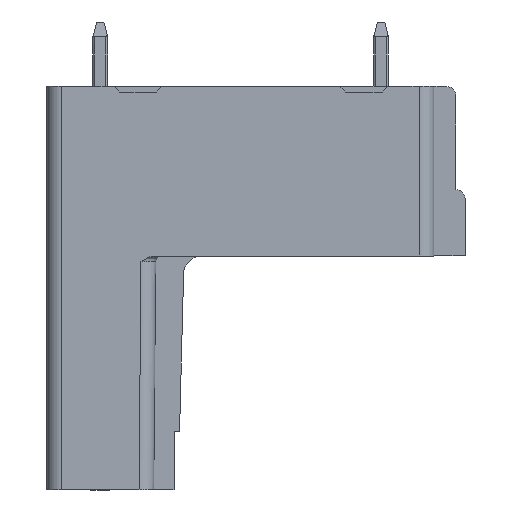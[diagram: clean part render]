
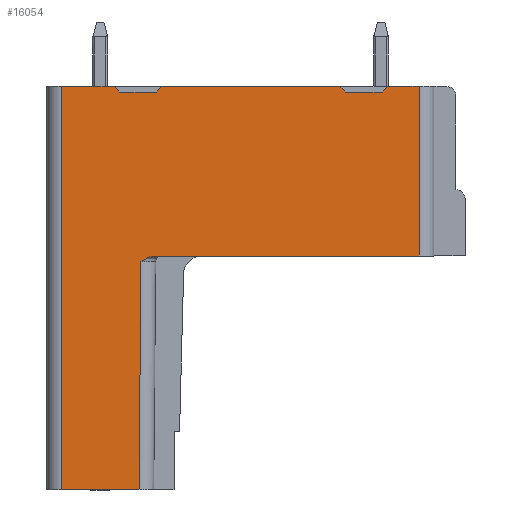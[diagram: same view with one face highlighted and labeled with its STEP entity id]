
A CAD part, left-side view. The second image highlights one B-rep face of the part: STEP entity #16054.
In plain terms, the highlighted planar face has unit normal (-1, 0, 0).
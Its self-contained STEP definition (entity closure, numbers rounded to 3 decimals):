
#223=CARTESIAN_POINT('',(-19.9,5.537,
0.));
#843=DIRECTION('',(0.,1.,0.));
#844=VECTOR('',#843,2.85);
#845=CARTESIAN_POINT('',(-19.9,7.75,9.2));
#846=LINE('',#845,#844);
#2580=DIRECTION('',(0.,1.,0.));
#2581=VECTOR('',#2580,14.337);
#2582=CARTESIAN_POINT('',(-19.9,-8.8,
0.));
#2583=LINE('',#2582,#2581);
#2584=CARTESIAN_POINT('',(-19.9,5.537,
0.));
#2585=CARTESIAN_POINT('',(-19.9,5.563,
0.));
#2586=CARTESIAN_POINT('',(-19.9,5.618,
-0.002));
#2587=CARTESIAN_POINT('',(-19.9,5.71,
-0.018));
#2588=CARTESIAN_POINT('',(-19.9,5.81,
-0.046));
#2589=CARTESIAN_POINT('',(-19.9,5.918,
-0.089));
#2590=CARTESIAN_POINT('',(-19.9,6.033,
-0.146));
#2591=CARTESIAN_POINT('',(-19.9,6.157,
-0.216));
#2592=CARTESIAN_POINT('',(-19.9,6.245,
-0.271));
#2593=CARTESIAN_POINT('',(-19.9,6.292,
-0.3));
#2595=DIRECTION('',(0.,0.009,-1.));
#2596=VECTOR('',#2595,12.4);
#2597=CARTESIAN_POINT('',(-19.9,6.292,
-0.3));
#2598=LINE('',#2597,#2596);
#2599=DIRECTION('',(0.,1.,0.));
#2600=VECTOR('',#2599,4.2);
#2601=CARTESIAN_POINT('',(-19.9,6.4,-12.7));
#2602=LINE('',#2601,#2600);
#2603=DIRECTION('',(0.,-0.707,-0.707));
#2604=VECTOR('',#2603,0.424);
#2605=CARTESIAN_POINT('',(-19.9,7.75,9.2));
#2606=LINE('',#2605,#2604);
#2607=DIRECTION('',(0.,-0.707,0.707));
#2608=VECTOR('',#2607,0.424);
#2609=CARTESIAN_POINT('',(-19.9,5.45,8.9));
#2610=LINE('',#2609,#2608);
#2611=DIRECTION('',(0.,-1.,0.));
#2612=VECTOR('',#2611,9.65);
#2613=CARTESIAN_POINT('',(-19.9,5.15,9.2));
#2614=LINE('',#2613,#2612);
#2615=DIRECTION('',(0.,-0.707,-0.707));
#2616=VECTOR('',#2615,0.424);
#2617=CARTESIAN_POINT('',(-19.9,-4.5,9.2));
#2618=LINE('',#2617,#2616);
#2619=DIRECTION('',(0.,-0.707,0.707));
#2620=VECTOR('',#2619,0.424);
#2621=CARTESIAN_POINT('',(-19.9,-6.8,8.9));
#2622=LINE('',#2621,#2620);
#2623=DIRECTION('',(0.,-1.,0.));
#2624=VECTOR('',#2623,1.7);
#2625=CARTESIAN_POINT('',(-19.9,-7.1,9.2));
#2626=LINE('',#2625,#2624);
#2627=DIRECTION('',(0.,0.,-1.));
#2628=VECTOR('',#2627,9.2);
#2629=CARTESIAN_POINT('',(-19.9,-8.8,9.2));
#2630=LINE('',#2629,#2628);
#3240=DIRECTION('',(0.,1.,0.));
#3241=VECTOR('',#3240,2.);
#3242=CARTESIAN_POINT('',(-19.9,5.45,8.9));
#3243=LINE('',#3242,#3241);
#6942=DIRECTION('',(0.,0.,-1.));
#6943=VECTOR('',#6942,21.9);
#6944=CARTESIAN_POINT('',(-19.9,10.6,9.2));
#6945=LINE('',#6944,#6943);
#7078=DIRECTION('',(0.,1.,0.));
#7079=VECTOR('',#7078,2.);
#7080=CARTESIAN_POINT('',(-19.9,-6.8,8.9));
#7081=LINE('',#7080,#7079);
#10924=VERTEX_POINT('',#223);
#10925=CARTESIAN_POINT('',(-19.9,-8.8,
0.));
#10926=VERTEX_POINT('',#10925);
#11087=CARTESIAN_POINT('',(-19.9,-8.8,9.2));
#11088=VERTEX_POINT('',#11087);
#11089=CARTESIAN_POINT('',(-19.9,-7.1,9.2));
#11090=VERTEX_POINT('',#11089);
#11095=CARTESIAN_POINT('',(-19.9,-4.5,9.2));
#11096=VERTEX_POINT('',#11095);
#11097=CARTESIAN_POINT('',(-19.9,5.15,9.2));
#11098=VERTEX_POINT('',#11097);
#11107=CARTESIAN_POINT('',(-19.9,7.75,9.2));
#11108=VERTEX_POINT('',#11107);
#11109=CARTESIAN_POINT('',(-19.9,10.6,9.2));
#11110=VERTEX_POINT('',#11109);
#11190=VERTEX_POINT('',#2593);
#11191=CARTESIAN_POINT('',(-19.9,6.4,-12.7));
#11192=VERTEX_POINT('',#11191);
#11193=CARTESIAN_POINT('',(-19.9,10.6,-12.7));
#11194=VERTEX_POINT('',#11193);
#11195=CARTESIAN_POINT('',(-19.9,7.45,8.9));
#11196=VERTEX_POINT('',#11195);
#11197=CARTESIAN_POINT('',(-19.9,5.45,8.9));
#11198=VERTEX_POINT('',#11197);
#11199=CARTESIAN_POINT('',(-19.9,-4.8,8.9));
#11200=VERTEX_POINT('',#11199);
#11201=CARTESIAN_POINT('',(-19.9,-6.8,8.9));
#11202=VERTEX_POINT('',#11201);
#16022=CARTESIAN_POINT('',(-19.9,5.192,-0.3));
#16023=DIRECTION('',(-1.,0.,0.));
#16024=DIRECTION('',(0.,-1.,0.));
#16025=AXIS2_PLACEMENT_3D('',#16022,#16023,#16024);
#16026=PLANE('',#16025);
#16027=ORIENTED_EDGE('',*,*,#12878,.T.);
#16029=ORIENTED_EDGE('',*,*,#16028,.T.);
#16031=ORIENTED_EDGE('',*,*,#16030,.T.);
#16033=ORIENTED_EDGE('',*,*,#16032,.T.);
#16035=ORIENTED_EDGE('',*,*,#16034,.F.);
#16036=ORIENTED_EDGE('',*,*,#13410,.F.);
#16038=ORIENTED_EDGE('',*,*,#16037,.T.);
#16040=ORIENTED_EDGE('',*,*,#16039,.F.);
#16042=ORIENTED_EDGE('',*,*,#16041,.T.);
#16043=ORIENTED_EDGE('',*,*,#13394,.T.);
#16045=ORIENTED_EDGE('',*,*,#16044,.T.);
#16047=ORIENTED_EDGE('',*,*,#16046,.F.);
#16049=ORIENTED_EDGE('',*,*,#16048,.T.);
#16050=ORIENTED_EDGE('',*,*,#13385,.T.);
#16051=ORIENTED_EDGE('',*,*,#16015,.T.);
#16052=EDGE_LOOP('',(#16027,#16029,#16031,#16033,#16035,#16036,#16038,#16040,
#16042,#16043,#16045,#16047,#16049,#16050,#16051));
#16053=FACE_OUTER_BOUND('',#16052,.F.);
#16054=ADVANCED_FACE('',(#16053),#16026,.T.);
#2594=B_SPLINE_CURVE_WITH_KNOTS('',3,(#2584,#2585,#2586,#2587,#2588,#2589,#2590,
#2591,#2592,#2593),.UNSPECIFIED.,.F.,.F.,(4,1,1,1,1,1,1,4),(0.,
0.143,0.286,0.429,0.571,
0.714,0.857,1.),.UNSPECIFIED.);
#12878=EDGE_CURVE('',#10926,#10924,#2583,.T.);
#13385=EDGE_CURVE('',#11090,#11088,#2626,.T.);
#13394=EDGE_CURVE('',#11098,#11096,#2614,.T.);
#13410=EDGE_CURVE('',#11108,#11110,#846,.T.);
#16015=EDGE_CURVE('',#11088,#10926,#2630,.T.);
#16028=EDGE_CURVE('',#10924,#11190,#2594,.T.);
#16030=EDGE_CURVE('',#11190,#11192,#2598,.T.);
#16032=EDGE_CURVE('',#11192,#11194,#2602,.T.);
#16034=EDGE_CURVE('',#11110,#11194,#6945,.T.);
#16037=EDGE_CURVE('',#11108,#11196,#2606,.T.);
#16039=EDGE_CURVE('',#11198,#11196,#3243,.T.);
#16041=EDGE_CURVE('',#11198,#11098,#2610,.T.);
#16044=EDGE_CURVE('',#11096,#11200,#2618,.T.);
#16046=EDGE_CURVE('',#11202,#11200,#7081,.T.);
#16048=EDGE_CURVE('',#11202,#11090,#2622,.T.);
